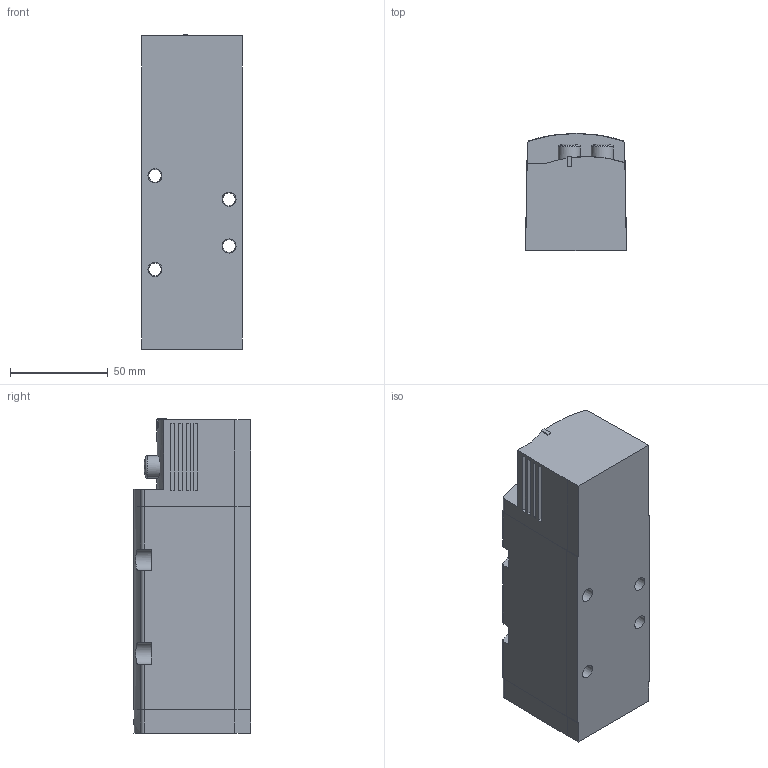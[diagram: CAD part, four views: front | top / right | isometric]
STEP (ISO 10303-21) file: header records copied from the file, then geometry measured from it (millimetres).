
FILE_DESCRIPTION(/* description */ ('STEP AP214'),/* implementation_level */ '2;1');
FILE_NAME(/* name */ '560820_VSVA-B-M52-AZD-D2-1T1L',/* time_stamp */ '2024-09-17T07:15:16+02:00',/* author */ ('License CC BY-ND 4.0'),/* organization */ ('CADENAS'),/* preprocessor_version */ 'ST-DEVELOPER v19.3',/* originating_system */ 'PARTsolutions',/* authorisation */ ' ');
FILE_SCHEMA (('AUTOMOTIVE_DESIGN {1 0 10303 214 3 1 1}'));
Length unit declared in the file: millimetre
Products named in the file (1): 560820 VSVA-B-M52-AZD-D2-1T1L
Bounding box: 51.6 x 60 x 161.2 mm (x, y, z)
Volume: 446752.3 mm3; surface area: 45575.6 mm2
Topology: 1 solids, 1 shells, 128 faces, 338 edges, 224 vertices
Faces by surface type: plane 90, cylinder 30, cone 4, torus 4
Full cylindrical faces by diameter (mm): 11.4 x2
Entity records: 4885 total; most frequent: CARTESIAN_POINT 759, ORIENTED_EDGE 654, DIRECTION 653, EDGE_CURVE 327, LINE 237, VECTOR 237, VERTEX_POINT 223, AXIS2_PLACEMENT_3D 208
